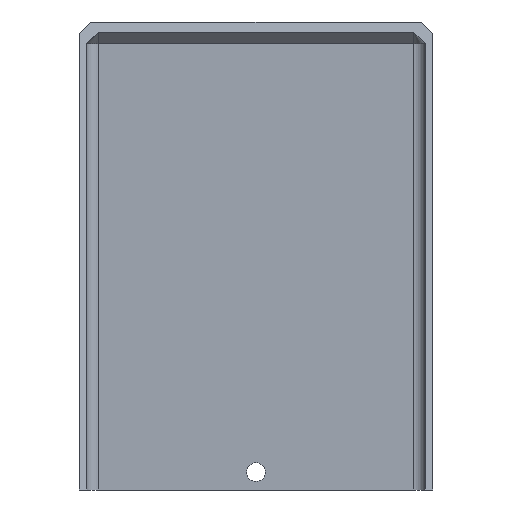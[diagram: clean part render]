
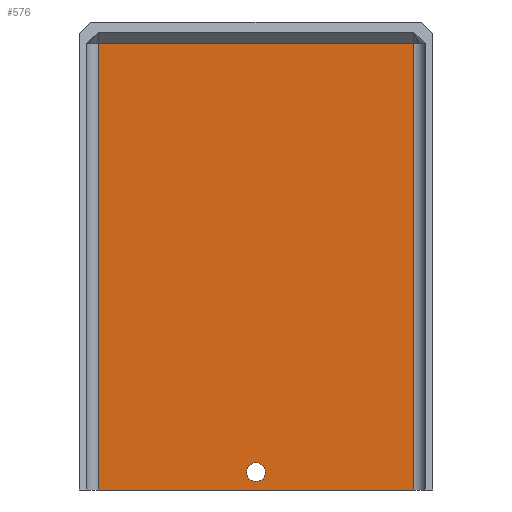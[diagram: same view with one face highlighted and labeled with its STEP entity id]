
A CAD part, front view. The second image highlights one B-rep face of the part: STEP entity #576.
In plain terms, the highlighted planar face has unit normal (0, -1, 0).
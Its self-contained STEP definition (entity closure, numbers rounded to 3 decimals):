
#15=FACE_BOUND('',#93,.T.);
#31=CIRCLE('',#627,1.65);
#59=FACE_OUTER_BOUND('',#92,.T.);
#92=EDGE_LOOP('',(#409,#410,#411,#412));
#93=EDGE_LOOP('',(#413));
#131=LINE('',#863,#194);
#137=LINE('',#878,#200);
#138=LINE('',#882,#201);
#139=LINE('',#883,#202);
#194=VECTOR('',#686,10.);
#200=VECTOR('',#704,10.);
#201=VECTOR('',#709,10.);
#202=VECTOR('',#710,10.);
#256=VERTEX_POINT('',#860);
#257=VERTEX_POINT('',#862);
#260=VERTEX_POINT('',#877);
#261=VERTEX_POINT('',#881);
#262=VERTEX_POINT('',#884);
#309=EDGE_CURVE('',#256,#257,#131,.T.);
#317=EDGE_CURVE('',#257,#260,#137,.T.);
#319=EDGE_CURVE('',#261,#256,#138,.T.);
#320=EDGE_CURVE('',#260,#261,#139,.F.);
#321=EDGE_CURVE('',#262,#262,#31,.F.);
#409=ORIENTED_EDGE('',*,*,#309,.F.);
#410=ORIENTED_EDGE('',*,*,#319,.F.);
#411=ORIENTED_EDGE('',*,*,#320,.F.);
#412=ORIENTED_EDGE('',*,*,#317,.F.);
#413=ORIENTED_EDGE('',*,*,#321,.T.);
#553=PLANE('',#626);
#576=ADVANCED_FACE('',(#59,#15),#553,.T.);
#626=AXIS2_PLACEMENT_3D('',#880,#707,#708);
#627=AXIS2_PLACEMENT_3D('',#885,#711,#712);
#686=DIRECTION('',(1.,0.,0.));
#704=DIRECTION('',(0.,0.,-1.));
#707=DIRECTION('center_axis',(0.,-1.,0.));
#708=DIRECTION('ref_axis',(-1.,0.,0.));
#709=DIRECTION('',(0.,0.,1.));
#710=DIRECTION('',(1.,0.,0.));
#711=DIRECTION('center_axis',(0.,-1.,0.));
#712=DIRECTION('ref_axis',(1.,0.,0.));
#860=CARTESIAN_POINT('',(186.3,609.903,584.218));
#862=CARTESIAN_POINT('',(242.1,609.903,584.218));
#863=CARTESIAN_POINT('',(215.376,609.903,584.218));
#877=CARTESIAN_POINT('',(242.1,609.903,505.318));
#878=CARTESIAN_POINT('',(242.1,609.903,532.193));
#880=CARTESIAN_POINT('Origin',(214.2,609.903,543.568));
#881=CARTESIAN_POINT('',(186.3,609.903,505.318));
#882=CARTESIAN_POINT('',(186.3,609.903,545.443));
#883=CARTESIAN_POINT('',(197.15,609.903,505.318));
#884=CARTESIAN_POINT('',(212.55,609.903,508.468));
#885=CARTESIAN_POINT('Origin',(214.2,609.903,508.468));
